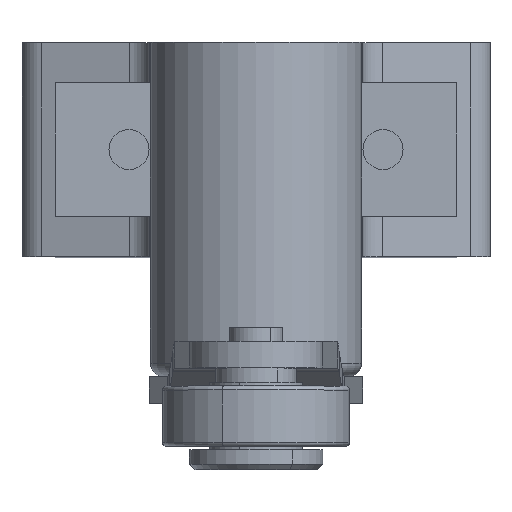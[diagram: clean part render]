
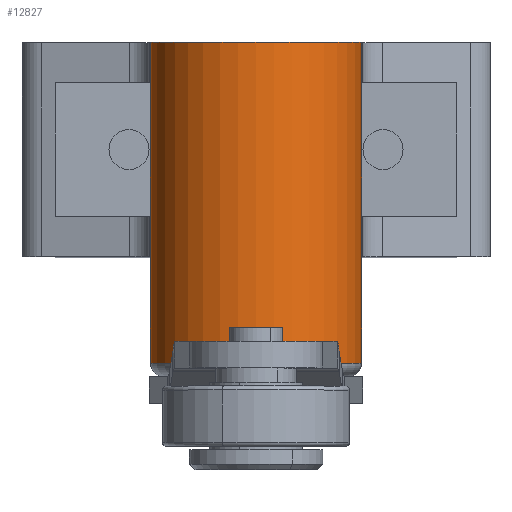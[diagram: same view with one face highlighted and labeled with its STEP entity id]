
A CAD part, top view. The second image highlights one B-rep face of the part: STEP entity #12827.
In plain terms, the highlighted cylindrical face has radius 7.9 mm (diameter 15.8 mm), a partial arc.
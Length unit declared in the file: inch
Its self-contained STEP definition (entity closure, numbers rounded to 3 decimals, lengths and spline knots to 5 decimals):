
#215 = CARTESIAN_POINT ( 'NONE',  ( -0.31102, 0., 0.70866 ) ) ;
#1245 = EDGE_CURVE ( 'NONE', #4265, #6438, #2852, .T. ) ;
#1382 = VERTEX_POINT ( 'NONE', #9475 ) ;
#1492 = VECTOR ( 'NONE', #14423, 39.37008 ) ;
#1550 = ORIENTED_EDGE ( 'NONE', *, *, #9352, .T. ) ;
#2054 = VECTOR ( 'NONE', #2932, 39.37008 ) ;
#2201 = ORIENTED_EDGE ( 'NONE', *, *, #2572, .T. ) ;
#2205 = CARTESIAN_POINT ( 'NONE',  ( 0.31102, 0., 0.70866 ) ) ;
#2572 = EDGE_CURVE ( 'NONE', #3882, #5005, #5186, .T. ) ;
#2852 = LINE ( 'NONE', #5322, #2054 ) ;
#2932 = DIRECTION ( 'NONE',  ( 0., 1., 0. ) ) ;
#2970 = EDGE_CURVE ( 'NONE', #8604, #3882, #11396, .T. ) ;
#3152 = DIRECTION ( 'NONE',  ( 0., -1., 0. ) ) ;
#3482 = VECTOR ( 'NONE', #3152, 39.37008 ) ;
#3519 = DIRECTION ( 'NONE',  ( 0., 0., -1. ) ) ;
#3835 = DIRECTION ( 'NONE',  ( 0., -1., 0. ) ) ;
#3882 = VERTEX_POINT ( 'NONE', #13177 ) ;
#3994 = DIRECTION ( 'NONE',  ( 0., -1., 0. ) ) ;
#4265 = VERTEX_POINT ( 'NONE', #8202 ) ;
#4271 = ORIENTED_EDGE ( 'NONE', *, *, #4384, .T. ) ;
#4384 = EDGE_CURVE ( 'NONE', #6438, #1382, #4746, .T. ) ;
#4635 = DIRECTION ( 'NONE',  ( 0., 1., 0. ) ) ;
#4665 = EDGE_CURVE ( 'NONE', #5005, #4265, #7624, .T. ) ;
#4746 = LINE ( 'NONE', #2205, #1492 ) ;
#5005 = VERTEX_POINT ( 'NONE', #7683 ) ;
#5186 = LINE ( 'NONE', #10077, #14719 ) ;
#5322 = CARTESIAN_POINT ( 'NONE',  ( 0.31102, 0., 0.70866 ) ) ;
#6218 = DIRECTION ( 'NONE',  ( 0., -1., 0. ) ) ;
#6438 = VERTEX_POINT ( 'NONE', #14236 ) ;
#6581 = CARTESIAN_POINT ( 'NONE',  ( -0.31102, 0., 0.70866 ) ) ;
#7180 = CARTESIAN_POINT ( 'NONE',  ( 0., 0., 0.70866 ) ) ;
#7343 = FACE_OUTER_BOUND ( 'NONE', #7886, .T. ) ;
#7425 = CYLINDRICAL_SURFACE ( 'NONE', #13007, 0.31102 ) ;
#7624 = CIRCLE ( 'NONE', #8639, 0.31102 ) ;
#7683 = CARTESIAN_POINT ( 'NONE',  ( -0.31102, -0.94488, 0.70866 ) ) ;
#7886 = EDGE_LOOP ( 'NONE', ( #4271, #1550, #14997, #2201, #9603, #11966 ) ) ;
#8202 = CARTESIAN_POINT ( 'NONE',  ( 0.31102, -0.94488, 0.70866 ) ) ;
#8604 = VERTEX_POINT ( 'NONE', #215 ) ;
#8639 = AXIS2_PLACEMENT_3D ( 'NONE', #14316, #4635, #3519 ) ;
#9352 = EDGE_CURVE ( 'NONE', #1382, #8604, #14644, .T. ) ;
#9475 = CARTESIAN_POINT ( 'NONE',  ( 0.31102, 0., 0.70866 ) ) ;
#9603 = ORIENTED_EDGE ( 'NONE', *, *, #4665, .T. ) ;
#10077 = CARTESIAN_POINT ( 'NONE',  ( -0.31102, 0., 0.70866 ) ) ;
#10958 = CARTESIAN_POINT ( 'NONE',  ( 0., 0., 0.70866 ) ) ;
#11109 = DIRECTION ( 'NONE',  ( 0., 0., -1. ) ) ;
#11396 = LINE ( 'NONE', #6581, #3482 ) ;
#11849 = AXIS2_PLACEMENT_3D ( 'NONE', #10958, #3835, #13597 ) ;
#11966 = ORIENTED_EDGE ( 'NONE', *, *, #1245, .T. ) ;
#12827 = ADVANCED_FACE ( 'NONE', ( #7343 ), #7425, .T. ) ;
#13007 = AXIS2_PLACEMENT_3D ( 'NONE', #7180, #6218, #11109 ) ;
#13177 = CARTESIAN_POINT ( 'NONE',  ( -0.31102, -0.62992, 0.70866 ) ) ;
#13597 = DIRECTION ( 'NONE',  ( 0., 0., -1. ) ) ;
#14236 = CARTESIAN_POINT ( 'NONE',  ( 0.31102, -0.62992, 0.70866 ) ) ;
#14316 = CARTESIAN_POINT ( 'NONE',  ( 0., -0.94488, 0.70866 ) ) ;
#14423 = DIRECTION ( 'NONE',  ( 0., 1., 0. ) ) ;
#14644 = CIRCLE ( 'NONE', #11849, 0.31102 ) ;
#14719 = VECTOR ( 'NONE', #3994, 39.37008 ) ;
#14997 = ORIENTED_EDGE ( 'NONE', *, *, #2970, .T. ) ;
